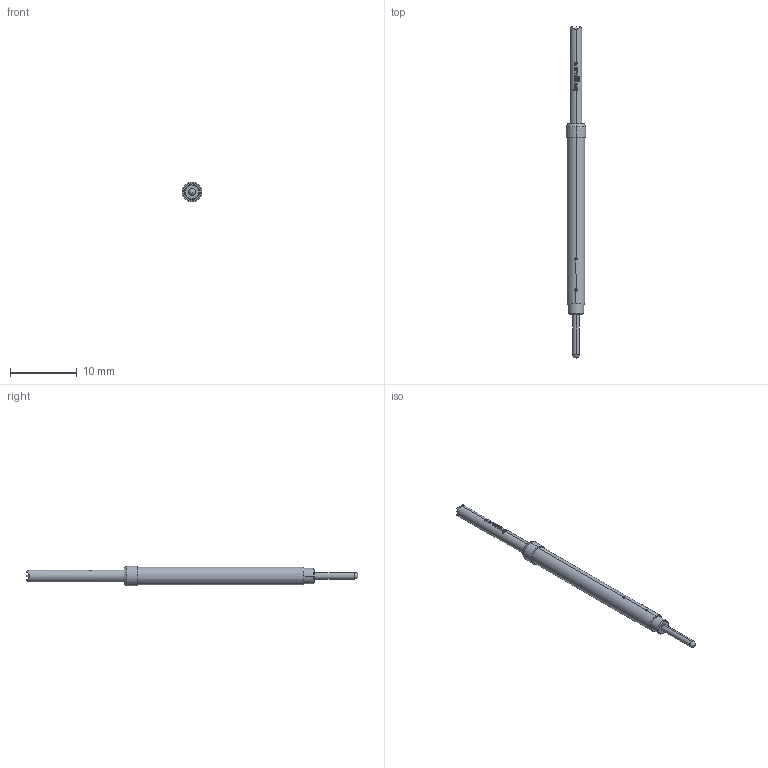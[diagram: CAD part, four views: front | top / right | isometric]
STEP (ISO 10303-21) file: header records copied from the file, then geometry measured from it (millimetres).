
FILE_DESCRIPTION (( 'STEP AP203' ), '1' );
FILE_NAME ('INGUN_SKS-415_356_180_A_xx02_E.STEP', '2022-02-18T09:59:50', ( 'ochi' ), ( '' ), 'SwSTEP 2.0', 'SolidWorks 2018', '' );
FILE_SCHEMA (( 'CONFIG_CONTROL_DESIGN' ));
Length unit declared in the file: millimetre
Products named in the file (1): INGUN_SKS-415_356_180_A_xx02_E
Bounding box: 3 x 49.8 x 3 mm (x, y, z)
Volume: 199.7 mm3; surface area: 353.9 mm2
Topology: 1 solids, 1 shells, 139 faces, 366 edges, 233 vertices
Faces by surface type: plane 84, bspline 30, cylinder 20, cone 4, sphere 1
Entity records: 5560 total; most frequent: CARTESIAN_POINT 2396, ORIENTED_EDGE 726, DIRECTION 531, EDGE_CURVE 363, VERTEX_POINT 231, AXIS2_PLACEMENT_3D 198, EDGE_LOOP 144, FACE_OUTER_BOUND 139
